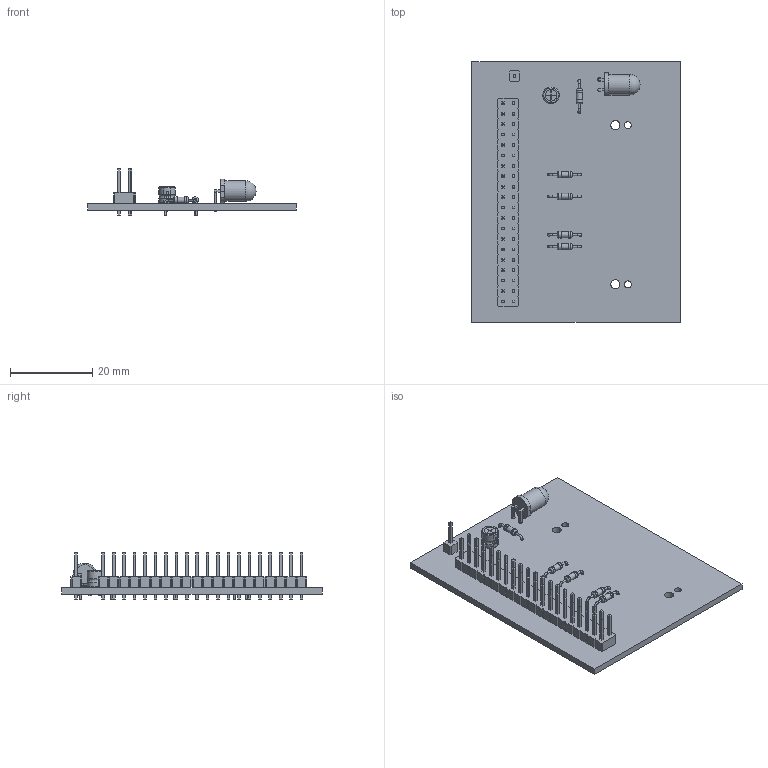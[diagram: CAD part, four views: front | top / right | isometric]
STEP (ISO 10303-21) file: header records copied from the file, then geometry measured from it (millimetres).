
FILE_DESCRIPTION(('KiCad electronic assembly'),'2;1');
FILE_NAME('proto-cf.step','2024-10-26T21:20:48',('Pcbnew'),('Kicad'), 'Open CASCADE STEP processor 7.7','KiCad to STEP converter','Unknown' );
FILE_SCHEMA(('AUTOMOTIVE_DESIGN { 1 0 10303 214 1 1 1 1 }'));
Length unit declared in the file: millimetre
Products named in the file (12): proto-cf 1; R_Axial_DIN0204_L3.6mm_D1.6mm_P7.62mm_Horizontal; R_Axial_DIN0204_L36mm_D16mm_P762mm_Horizontal; LED_D5.0mm_Horizontal_O1.27mm_Z3.0mm_Clear; CP_Radial_D4.0mm_P2.00mm; CP_Radial_D40mm_P200mm; PinHeader_1x01_P2.54mm_Vertical; PinHeader_1x01_P254mm_Vertical; PinHeader_2x20_P2.54mm_Vertical; PinHeader_2x20_P254mm_Vertical; proto-cf_PCB
Assembly tree (15 placements, depth 3):
  proto-cf 1
    R_Axial_DIN0204_L3.6mm_D1.6mm_P7.62mm_Horizontal  x5
      R_Axial_DIN0204_L36mm_D16mm_P762mm_Horizontal
    LED_D5.0mm_Horizontal_O1.27mm_Z3.0mm_Clear
      LED_D5.0mm_Horizontal_O1.27mm_Z3.0mm_Clear
    CP_Radial_D4.0mm_P2.00mm
      CP_Radial_D40mm_P200mm
    PinHeader_1x01_P2.54mm_Vertical
      PinHeader_1x01_P254mm_Vertical
    PinHeader_2x20_P2.54mm_Vertical
      PinHeader_2x20_P254mm_Vertical
    proto-cf_PCB
Bounding box: 50.8 x 63.5 x 11.54 mm (x, y, z)
Volume: 6146.8 mm3; surface area: 9265.3 mm2
Topology: 10 solids, 11 shells, 1110 faces, 2560 edges, 1577 vertices
Faces by surface type: plane 962, cylinder 111, torus 22, bspline 8, revolution 6, sphere 1
Full cylindrical faces by diameter (mm): 0.3 x2, 0.5 x20, 0.6 x2, 0.7 x10, 0.9 x2, 1 x41, 1.44 x5, 1.6 x10, 1.7 x2, 2.21 x2, 5 x1
Entity records: 36939 total; most frequent: CARTESIAN_POINT 5795, ORIENTED_EDGE 4902, DIRECTION 4718, EDGE_CURVE 2451, LINE 2224, VECTOR 2224, VERTEX_POINT 1513, FACE_BOUND 1252
